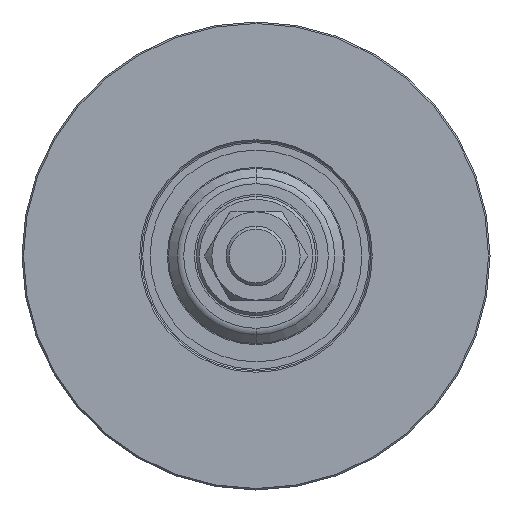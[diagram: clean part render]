
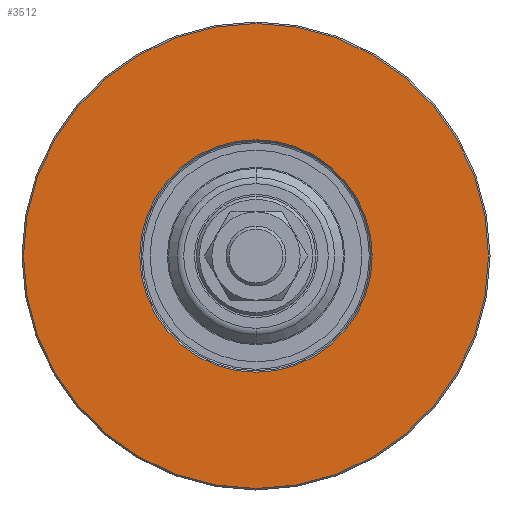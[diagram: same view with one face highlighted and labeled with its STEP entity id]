
A CAD part, left-side view. The second image highlights one B-rep face of the part: STEP entity #3512.
In plain terms, the highlighted planar face has unit normal (-1, 0, 0).
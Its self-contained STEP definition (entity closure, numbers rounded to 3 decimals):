
#122 = EDGE_CURVE ( 'NONE', #3162, #8552, #2241, .T. ) ;
#194 = AXIS2_PLACEMENT_3D ( 'NONE', #3524, #7010, #6280 ) ;
#214 = CIRCLE ( 'NONE', #6679, 39. ) ;
#242 = DIRECTION ( 'NONE',  ( 0., 0., -1. ) ) ;
#307 = CARTESIAN_POINT ( 'NONE',  ( -15.5, 0., 78. ) ) ;
#327 = ORIENTED_EDGE ( 'NONE', *, *, #5608, .T. ) ;
#525 = ORIENTED_EDGE ( 'NONE', *, *, #6411, .T. ) ;
#596 = CARTESIAN_POINT ( 'NONE',  ( -15.5, 0., 0. ) ) ;
#703 = FACE_OUTER_BOUND ( 'NONE', #7019, .T. ) ;
#1043 = CIRCLE ( 'NONE', #4314, 78. ) ;
#1183 = ORIENTED_EDGE ( 'NONE', *, *, #122, .T. ) ;
#1342 = DIRECTION ( 'NONE',  ( 0., 0., -1. ) ) ;
#1567 = CARTESIAN_POINT ( 'NONE',  ( -15.5, 38.5, 0. ) ) ;
#1992 = DIRECTION ( 'NONE',  ( 0., 0., -1. ) ) ;
#2241 = CIRCLE ( 'NONE', #194, 39. ) ;
#2823 = CARTESIAN_POINT ( 'NONE',  ( -15.5, 0., -78. ) ) ;
#2989 = CARTESIAN_POINT ( 'NONE',  ( -15.5, 0., 0. ) ) ;
#3162 = VERTEX_POINT ( 'NONE', #8663 ) ;
#3512 = ADVANCED_FACE ( 'NONE', ( #703, #5641 ), #8412, .F. ) ;
#3524 = CARTESIAN_POINT ( 'NONE',  ( -15.5, 0., 0. ) ) ;
#4127 = CARTESIAN_POINT ( 'NONE',  ( -15.5, 0., 0. ) ) ;
#4314 = AXIS2_PLACEMENT_3D ( 'NONE', #2989, #4381, #1992 ) ;
#4381 = DIRECTION ( 'NONE',  ( -1., 0., 0. ) ) ;
#4448 = CIRCLE ( 'NONE', #8660, 78. ) ;
#4528 = VERTEX_POINT ( 'NONE', #2823 ) ;
#5018 = CARTESIAN_POINT ( 'NONE',  ( -15.5, 0., 39. ) ) ;
#5293 = AXIS2_PLACEMENT_3D ( 'NONE', #1567, #8731, #242 ) ;
#5608 = EDGE_CURVE ( 'NONE', #7670, #4528, #4448, .T. ) ;
#5641 = FACE_BOUND ( 'NONE', #8760, .T. ) ;
#6280 = DIRECTION ( 'NONE',  ( 0., 0., -1. ) ) ;
#6411 = EDGE_CURVE ( 'NONE', #4528, #7670, #1043, .T. ) ;
#6636 = ORIENTED_EDGE ( 'NONE', *, *, #7772, .T. ) ;
#6679 = AXIS2_PLACEMENT_3D ( 'NONE', #4127, #7572, #1342 ) ;
#7010 = DIRECTION ( 'NONE',  ( 1., 0., 0. ) ) ;
#7019 = EDGE_LOOP ( 'NONE', ( #525, #327 ) ) ;
#7030 = DIRECTION ( 'NONE',  ( 0., 0., -1. ) ) ;
#7572 = DIRECTION ( 'NONE',  ( 1., 0., 0. ) ) ;
#7670 = VERTEX_POINT ( 'NONE', #307 ) ;
#7772 = EDGE_CURVE ( 'NONE', #8552, #3162, #214, .T. ) ;
#8412 = PLANE ( 'NONE',  #5293 ) ;
#8552 = VERTEX_POINT ( 'NONE', #5018 ) ;
#8660 = AXIS2_PLACEMENT_3D ( 'NONE', #596, #9078, #7030 ) ;
#8663 = CARTESIAN_POINT ( 'NONE',  ( -15.5, 0., -39. ) ) ;
#8731 = DIRECTION ( 'NONE',  ( 1., 0., 0. ) ) ;
#8760 = EDGE_LOOP ( 'NONE', ( #6636, #1183 ) ) ;
#9078 = DIRECTION ( 'NONE',  ( -1., 0., 0. ) ) ;
